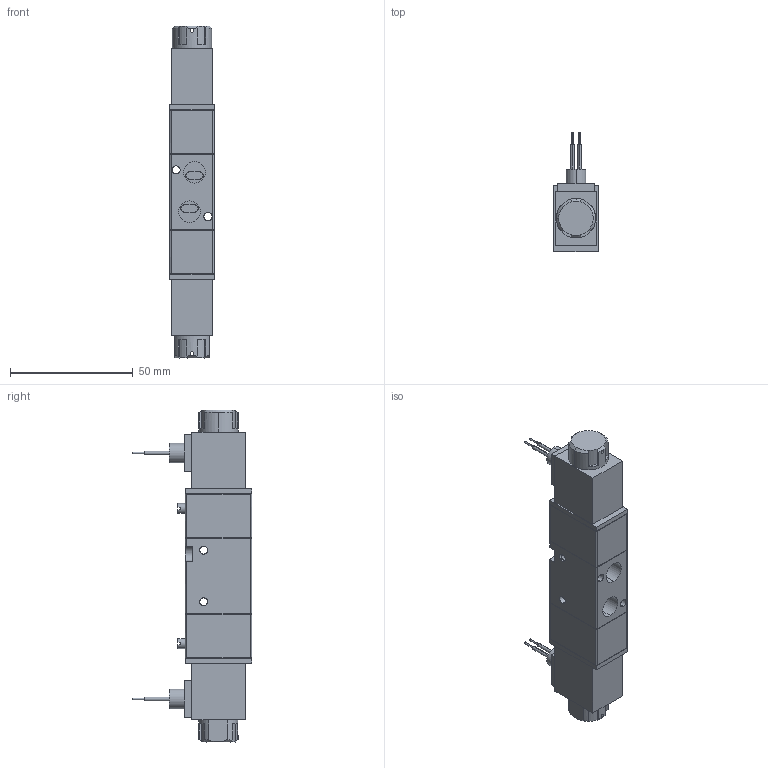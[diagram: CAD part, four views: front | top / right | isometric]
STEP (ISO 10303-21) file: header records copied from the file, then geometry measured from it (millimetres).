
FILE_DESCRIPTION (( 'STEP AP203' ), '1' );
FILE_NAME ('3V120-06-G.STEP', '2016-07-08T18:45:07', ( '' ), ( '' ), 'SwSTEP 2.0', 'SolidWorks 2016', '' );
FILE_SCHEMA (( 'CONFIG_CONTROL_DESIGN' ));
Length unit declared in the file: inch
Products named in the file (1): 3V120-06-G
Bounding box: 18 x 48.5 x 135 mm (x, y, z)
Volume: 54503.2 mm3; surface area: 14588.9 mm2
Topology: 1 solids, 1 shells, 223 faces, 568 edges, 371 vertices
Faces by surface type: plane 136, cylinder 76, cone 11
Entity records: 7070 total; most frequent: CARTESIAN_POINT 1537, ORIENTED_EDGE 1136, DIRECTION 1127, EDGE_CURVE 568, AXIS2_PLACEMENT_3D 387, VERTEX_POINT 371, VECTOR 353, LINE 353
